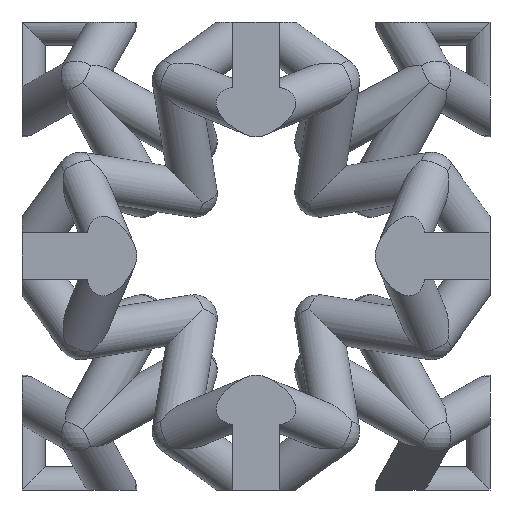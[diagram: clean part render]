
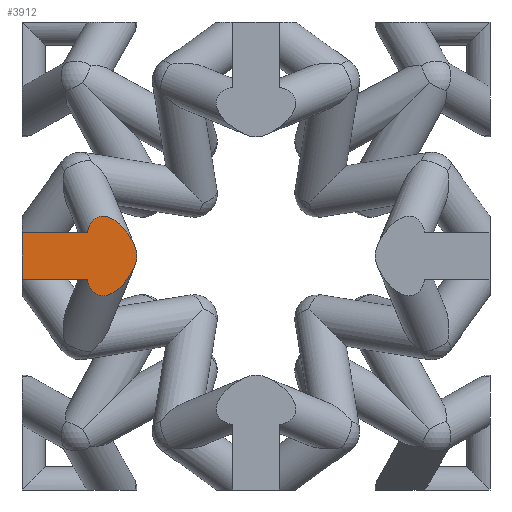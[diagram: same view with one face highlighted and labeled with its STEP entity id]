
A CAD part, front view. The second image highlights one B-rep face of the part: STEP entity #3912.
In plain terms, the highlighted planar face has unit normal (0, -1, 0).
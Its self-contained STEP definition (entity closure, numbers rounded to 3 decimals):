
#707 = CYLINDRICAL_SURFACE('',#708,0.5);
#708 = AXIS2_PLACEMENT_3D('',#709,#710,#711);
#709 = CARTESIAN_POINT('',(-3.044,-5.,0.));
#710 = DIRECTION('',(-0.316,0.558,-0.767));
#711 = DIRECTION('',(0.,-0.809,-0.588));
#2029 = VERTEX_POINT('',#2030);
#2030 = CARTESIAN_POINT('',(-3.273,-5.,-0.85));
#2090 = EDGE_CURVE('',#2029,#2091,#2093,.T.);
#2091 = VERTEX_POINT('',#2092);
#2092 = CARTESIAN_POINT('',(-3.605,-5.,-0.5));
#2093 = SURFACE_CURVE('',#2094,(#2099,#2111),.PCURVE_S1.);
#2094 = ELLIPSE('',#2095,0.896,0.5);
#2095 = AXIS2_PLACEMENT_3D('',#2096,#2097,#2098);
#2096 = CARTESIAN_POINT('',(-3.044,-5.,0.));
#2097 = DIRECTION('',(0.,1.,0.));
#2098 = DIRECTION('',(-0.381,0.,-0.924));
#2099 = PCURVE('',#707,#2100);
#2100 = DEFINITIONAL_REPRESENTATION('',(#2101),#2110);
#2101 = B_SPLINE_CURVE_WITH_KNOTS('',7,(#2102,#2103,#2104,#2105,#2106,
    #2107,#2108,#2109),.UNSPECIFIED.,.F.,.F.,(8,8),(6.057,
    7.854),.PIECEWISE_BEZIER_KNOTS.);
#2102 = CARTESIAN_POINT('',(0.,0.725));
#2103 = CARTESIAN_POINT('',(0.257,0.767));
#2104 = CARTESIAN_POINT('',(0.513,0.754));
#2105 = CARTESIAN_POINT('',(0.77,0.681));
#2106 = CARTESIAN_POINT('',(1.027,0.552));
#2107 = CARTESIAN_POINT('',(1.284,0.382));
#2108 = CARTESIAN_POINT('',(1.54,0.191));
#2109 = CARTESIAN_POINT('',(1.797,0.));
#2110 = ( GEOMETRIC_REPRESENTATION_CONTEXT(2) 
PARAMETRIC_REPRESENTATION_CONTEXT() REPRESENTATION_CONTEXT('2D SPACE',''
  ) );
#2111 = PCURVE('',#2112,#2117);
#2112 = PLANE('',#2113);
#2113 = AXIS2_PLACEMENT_3D('',#2114,#2115,#2116);
#2114 = CARTESIAN_POINT('',(-5.,-5.,-5.));
#2115 = DIRECTION('',(-0.,1.,0.));
#2116 = DIRECTION('',(0.,0.,1.));
#2117 = DEFINITIONAL_REPRESENTATION('',(#2118),#2122);
#2118 = ELLIPSE('',#2119,0.896,0.5);
#2119 = AXIS2_PLACEMENT_2D('',#2120,#2121);
#2120 = CARTESIAN_POINT('',(5.,1.956));
#2121 = DIRECTION('',(-0.924,-0.381));
#2122 = ( GEOMETRIC_REPRESENTATION_CONTEXT(2) 
PARAMETRIC_REPRESENTATION_CONTEXT() REPRESENTATION_CONTEXT('2D SPACE',''
  ) );
#2147 = CYLINDRICAL_SURFACE('',#2148,0.5);
#2148 = AXIS2_PLACEMENT_3D('',#2149,#2150,#2151);
#2149 = CARTESIAN_POINT('',(-5.,-5.,0.));
#2150 = DIRECTION('',(1.,0.,0.));
#2151 = DIRECTION('',(-0.,0.,1.));
#2187 = CYLINDRICAL_SURFACE('',#2188,0.5);
#2188 = AXIS2_PLACEMENT_3D('',#2189,#2190,#2191);
#2189 = CARTESIAN_POINT('',(-3.044,-5.,0.));
#2190 = DIRECTION('',(-0.316,0.558,0.767));
#2191 = DIRECTION('',(0.,0.809,-0.588));
#2267 = VERTEX_POINT('',#2268);
#2268 = CARTESIAN_POINT('',(-2.581,-5.,-0.191));
#2283 = SPHERICAL_SURFACE('',#2284,0.5);
#2284 = AXIS2_PLACEMENT_3D('',#2285,#2286,#2287);
#2285 = CARTESIAN_POINT('',(-3.044,-5.,0.));
#2286 = DIRECTION('',(0.,0.,1.));
#2287 = DIRECTION('',(1.,0.,-0.));
#2299 = EDGE_CURVE('',#2267,#2029,#2300,.T.);
#2300 = SURFACE_CURVE('',#2301,(#2306,#2318),.PCURVE_S1.);
#2301 = ELLIPSE('',#2302,0.896,0.5);
#2302 = AXIS2_PLACEMENT_3D('',#2303,#2304,#2305);
#2303 = CARTESIAN_POINT('',(-3.044,-5.,0.));
#2304 = DIRECTION('',(0.,1.,0.));
#2305 = DIRECTION('',(-0.381,0.,-0.924));
#2306 = PCURVE('',#707,#2307);
#2307 = DEFINITIONAL_REPRESENTATION('',(#2308),#2317);
#2308 = B_SPLINE_CURVE_WITH_KNOTS('',7,(#2309,#2310,#2311,#2312,#2313,
    #2314,#2315,#2316),.UNSPECIFIED.,.F.,.F.,(8,8),(4.712,
    6.057),.PIECEWISE_BEZIER_KNOTS.);
#2309 = CARTESIAN_POINT('',(4.939,0.));
#2310 = CARTESIAN_POINT('',(5.131,0.143));
#2311 = CARTESIAN_POINT('',(5.323,0.286));
#2312 = CARTESIAN_POINT('',(5.515,0.42));
#2313 = CARTESIAN_POINT('',(5.707,0.537));
#2314 = CARTESIAN_POINT('',(5.899,0.629));
#2315 = CARTESIAN_POINT('',(6.091,0.693));
#2316 = CARTESIAN_POINT('',(6.283,0.725));
#2317 = ( GEOMETRIC_REPRESENTATION_CONTEXT(2) 
PARAMETRIC_REPRESENTATION_CONTEXT() REPRESENTATION_CONTEXT('2D SPACE',''
  ) );
#2318 = PCURVE('',#2112,#2319);
#2319 = DEFINITIONAL_REPRESENTATION('',(#2320),#2324);
#2320 = ELLIPSE('',#2321,0.896,0.5);
#2321 = AXIS2_PLACEMENT_2D('',#2322,#2323);
#2322 = CARTESIAN_POINT('',(5.,1.956));
#2323 = DIRECTION('',(-0.924,-0.381));
#2324 = ( GEOMETRIC_REPRESENTATION_CONTEXT(2) 
PARAMETRIC_REPRESENTATION_CONTEXT() REPRESENTATION_CONTEXT('2D SPACE',''
  ) );
#3488 = PLANE('',#3489);
#3489 = AXIS2_PLACEMENT_3D('',#3490,#3491,#3492);
#3490 = CARTESIAN_POINT('',(-5.,-5.,-5.));
#3491 = DIRECTION('',(1.,0.,-0.));
#3492 = DIRECTION('',(0.,0.,1.));
#3912 = ADVANCED_FACE('',(#3913),#2112,.F.);
#3913 = FACE_BOUND('',#3914,.F.);
#3914 = EDGE_LOOP('',(#3915,#3936,#3959,#3982,#4012,#4038,#4039));
#3915 = ORIENTED_EDGE('',*,*,#3916,.F.);
#3916 = EDGE_CURVE('',#3917,#2091,#3919,.T.);
#3917 = VERTEX_POINT('',#3918);
#3918 = CARTESIAN_POINT('',(-5.,-5.,-0.5));
#3919 = SURFACE_CURVE('',#3920,(#3924,#3930),.PCURVE_S1.);
#3920 = LINE('',#3921,#3922);
#3921 = CARTESIAN_POINT('',(-5.,-5.,-0.5));
#3922 = VECTOR('',#3923,1.);
#3923 = DIRECTION('',(1.,0.,0.));
#3924 = PCURVE('',#2112,#3925);
#3925 = DEFINITIONAL_REPRESENTATION('',(#3926),#3929);
#3926 = B_SPLINE_CURVE_WITH_KNOTS('',1,(#3927,#3928),.UNSPECIFIED.,.F.,
  .F.,(2,2),(0.,1.956),.PIECEWISE_BEZIER_KNOTS.);
#3927 = CARTESIAN_POINT('',(4.5,0.));
#3928 = CARTESIAN_POINT('',(4.5,1.956));
#3929 = ( GEOMETRIC_REPRESENTATION_CONTEXT(2) 
PARAMETRIC_REPRESENTATION_CONTEXT() REPRESENTATION_CONTEXT('2D SPACE',''
  ) );
#3930 = PCURVE('',#2147,#3931);
#3931 = DEFINITIONAL_REPRESENTATION('',(#3932),#3935);
#3932 = B_SPLINE_CURVE_WITH_KNOTS('',1,(#3933,#3934),.UNSPECIFIED.,.F.,
  .F.,(2,2),(0.,1.956),.PIECEWISE_BEZIER_KNOTS.);
#3933 = CARTESIAN_POINT('',(3.142,0.));
#3934 = CARTESIAN_POINT('',(3.142,1.956));
#3935 = ( GEOMETRIC_REPRESENTATION_CONTEXT(2) 
PARAMETRIC_REPRESENTATION_CONTEXT() REPRESENTATION_CONTEXT('2D SPACE',''
  ) );
#3936 = ORIENTED_EDGE('',*,*,#3937,.T.);
#3937 = EDGE_CURVE('',#3917,#3938,#3940,.T.);
#3938 = VERTEX_POINT('',#3939);
#3939 = CARTESIAN_POINT('',(-5.,-5.,0.5));
#3940 = SURFACE_CURVE('',#3941,(#3945,#3952),.PCURVE_S1.);
#3941 = LINE('',#3942,#3943);
#3942 = CARTESIAN_POINT('',(-5.,-5.,-5.));
#3943 = VECTOR('',#3944,1.);
#3944 = DIRECTION('',(0.,0.,1.));
#3945 = PCURVE('',#2112,#3946);
#3946 = DEFINITIONAL_REPRESENTATION('',(#3947),#3951);
#3947 = LINE('',#3948,#3949);
#3948 = CARTESIAN_POINT('',(0.,0.));
#3949 = VECTOR('',#3950,1.);
#3950 = DIRECTION('',(1.,0.));
#3951 = ( GEOMETRIC_REPRESENTATION_CONTEXT(2) 
PARAMETRIC_REPRESENTATION_CONTEXT() REPRESENTATION_CONTEXT('2D SPACE',''
  ) );
#3952 = PCURVE('',#3488,#3953);
#3953 = DEFINITIONAL_REPRESENTATION('',(#3954),#3958);
#3954 = LINE('',#3955,#3956);
#3955 = CARTESIAN_POINT('',(0.,0.));
#3956 = VECTOR('',#3957,1.);
#3957 = DIRECTION('',(1.,0.));
#3958 = ( GEOMETRIC_REPRESENTATION_CONTEXT(2) 
PARAMETRIC_REPRESENTATION_CONTEXT() REPRESENTATION_CONTEXT('2D SPACE',''
  ) );
#3959 = ORIENTED_EDGE('',*,*,#3960,.T.);
#3960 = EDGE_CURVE('',#3938,#3961,#3963,.T.);
#3961 = VERTEX_POINT('',#3962);
#3962 = CARTESIAN_POINT('',(-3.605,-5.,0.5));
#3963 = SURFACE_CURVE('',#3964,(#3968,#3975),.PCURVE_S1.);
#3964 = LINE('',#3965,#3966);
#3965 = CARTESIAN_POINT('',(-5.,-5.,0.5));
#3966 = VECTOR('',#3967,1.);
#3967 = DIRECTION('',(1.,0.,0.));
#3968 = PCURVE('',#2112,#3969);
#3969 = DEFINITIONAL_REPRESENTATION('',(#3970),#3974);
#3970 = LINE('',#3971,#3972);
#3971 = CARTESIAN_POINT('',(5.5,0.));
#3972 = VECTOR('',#3973,1.);
#3973 = DIRECTION('',(0.,1.));
#3974 = ( GEOMETRIC_REPRESENTATION_CONTEXT(2) 
PARAMETRIC_REPRESENTATION_CONTEXT() REPRESENTATION_CONTEXT('2D SPACE',''
  ) );
#3975 = PCURVE('',#2147,#3976);
#3976 = DEFINITIONAL_REPRESENTATION('',(#3977),#3981);
#3977 = LINE('',#3978,#3979);
#3978 = CARTESIAN_POINT('',(6.283,-0.));
#3979 = VECTOR('',#3980,1.);
#3980 = DIRECTION('',(0.,1.));
#3981 = ( GEOMETRIC_REPRESENTATION_CONTEXT(2) 
PARAMETRIC_REPRESENTATION_CONTEXT() REPRESENTATION_CONTEXT('2D SPACE',''
  ) );
#3982 = ORIENTED_EDGE('',*,*,#3983,.T.);
#3983 = EDGE_CURVE('',#3961,#3984,#3986,.T.);
#3984 = VERTEX_POINT('',#3985);
#3985 = CARTESIAN_POINT('',(-2.581,-5.,0.191));
#3986 = SURFACE_CURVE('',#3987,(#3992,#3999),.PCURVE_S1.);
#3987 = ELLIPSE('',#3988,0.896,0.5);
#3988 = AXIS2_PLACEMENT_3D('',#3989,#3990,#3991);
#3989 = CARTESIAN_POINT('',(-3.044,-5.,0.));
#3990 = DIRECTION('',(-0.,1.,0.));
#3991 = DIRECTION('',(-0.381,-0.,0.924));
#3992 = PCURVE('',#2112,#3993);
#3993 = DEFINITIONAL_REPRESENTATION('',(#3994),#3998);
#3994 = ELLIPSE('',#3995,0.896,0.5);
#3995 = AXIS2_PLACEMENT_2D('',#3996,#3997);
#3996 = CARTESIAN_POINT('',(5.,1.956));
#3997 = DIRECTION('',(0.924,-0.381));
#3998 = ( GEOMETRIC_REPRESENTATION_CONTEXT(2) 
PARAMETRIC_REPRESENTATION_CONTEXT() REPRESENTATION_CONTEXT('2D SPACE',''
  ) );
#3999 = PCURVE('',#2187,#4000);
#4000 = DEFINITIONAL_REPRESENTATION('',(#4001),#4011);
#4001 = B_SPLINE_CURVE_WITH_KNOTS('',8,(#4002,#4003,#4004,#4005,#4006,
    #4007,#4008,#4009,#4010),.UNSPECIFIED.,.F.,.F.,(9,9),(4.712
    ,7.854),.PIECEWISE_BEZIER_KNOTS.);
#4002 = CARTESIAN_POINT('',(1.345,0.));
#4003 = CARTESIAN_POINT('',(1.737,0.292));
#4004 = CARTESIAN_POINT('',(2.13,0.584));
#4005 = CARTESIAN_POINT('',(2.523,0.807));
#4006 = CARTESIAN_POINT('',(2.915,0.894));
#4007 = CARTESIAN_POINT('',(3.308,0.807));
#4008 = CARTESIAN_POINT('',(3.701,0.584));
#4009 = CARTESIAN_POINT('',(4.093,0.292));
#4010 = CARTESIAN_POINT('',(4.486,0.));
#4011 = ( GEOMETRIC_REPRESENTATION_CONTEXT(2) 
PARAMETRIC_REPRESENTATION_CONTEXT() REPRESENTATION_CONTEXT('2D SPACE',''
  ) );
#4012 = ORIENTED_EDGE('',*,*,#4013,.F.);
#4013 = EDGE_CURVE('',#2267,#3984,#4014,.T.);
#4014 = SURFACE_CURVE('',#4015,(#4020,#4031),.PCURVE_S1.);
#4015 = CIRCLE('',#4016,0.5);
#4016 = AXIS2_PLACEMENT_3D('',#4017,#4018,#4019);
#4017 = CARTESIAN_POINT('',(-3.044,-5.,0.));
#4018 = DIRECTION('',(0.,-1.,0.));
#4019 = DIRECTION('',(1.,0.,0.));
#4020 = PCURVE('',#2112,#4021);
#4021 = DEFINITIONAL_REPRESENTATION('',(#4022),#4030);
#4022 = ( BOUNDED_CURVE() B_SPLINE_CURVE(2,(#4023,#4024,#4025,#4026,
#4027,#4028,#4029),.UNSPECIFIED.,.T.,.F.) B_SPLINE_CURVE_WITH_KNOTS((1,2
    ,2,2,2,1),(-2.094,0.,2.094,4.189,
6.283,8.378),.UNSPECIFIED.) CURVE() 
GEOMETRIC_REPRESENTATION_ITEM() RATIONAL_B_SPLINE_CURVE((1.,0.5,1.,0.5,
1.,0.5,1.)) REPRESENTATION_ITEM('') );
#4023 = CARTESIAN_POINT('',(5.,2.456));
#4024 = CARTESIAN_POINT('',(5.866,2.456));
#4025 = CARTESIAN_POINT('',(5.433,1.706));
#4026 = CARTESIAN_POINT('',(5.,0.956));
#4027 = CARTESIAN_POINT('',(4.567,1.706));
#4028 = CARTESIAN_POINT('',(4.134,2.456));
#4029 = CARTESIAN_POINT('',(5.,2.456));
#4030 = ( GEOMETRIC_REPRESENTATION_CONTEXT(2) 
PARAMETRIC_REPRESENTATION_CONTEXT() REPRESENTATION_CONTEXT('2D SPACE',''
  ) );
#4031 = PCURVE('',#2283,#4032);
#4032 = DEFINITIONAL_REPRESENTATION('',(#4033),#4037);
#4033 = LINE('',#4034,#4035);
#4034 = CARTESIAN_POINT('',(0.,-6.283));
#4035 = VECTOR('',#4036,1.);
#4036 = DIRECTION('',(0.,1.));
#4037 = ( GEOMETRIC_REPRESENTATION_CONTEXT(2) 
PARAMETRIC_REPRESENTATION_CONTEXT() REPRESENTATION_CONTEXT('2D SPACE',''
  ) );
#4038 = ORIENTED_EDGE('',*,*,#2299,.T.);
#4039 = ORIENTED_EDGE('',*,*,#2090,.T.);
